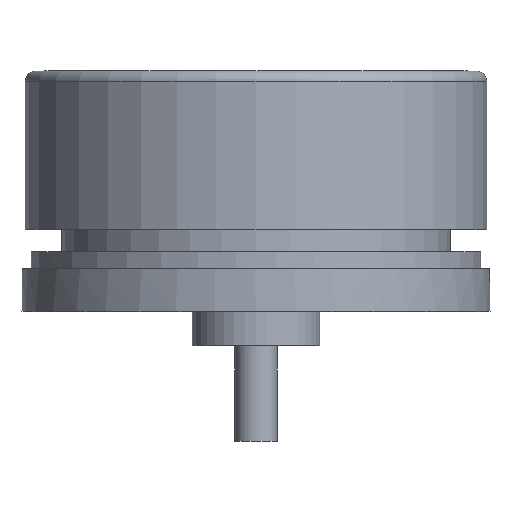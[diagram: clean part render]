
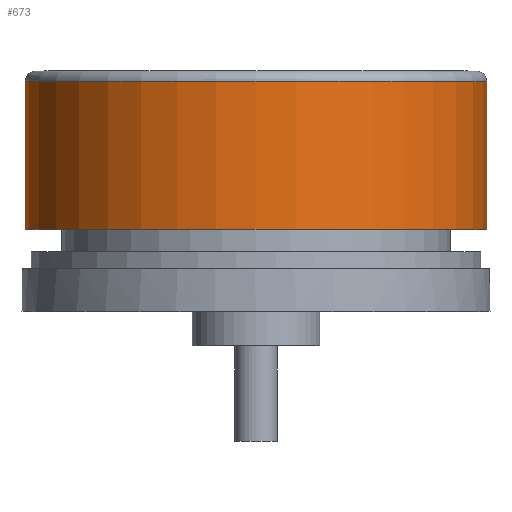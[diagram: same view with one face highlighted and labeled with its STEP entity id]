
A CAD part, top view. The second image highlights one B-rep face of the part: STEP entity #673.
In plain terms, the highlighted cylindrical face has radius 21.7 mm (diameter 43.4 mm), a full revolution.
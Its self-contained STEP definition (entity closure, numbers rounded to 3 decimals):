
#27=CYLINDRICAL_SURFACE('',#754,21.7);
#108=LINE('',#1140,#160);
#160=VECTOR('',#930,21.7);
#189=FACE_OUTER_BOUND('',#226,.T.);
#226=EDGE_LOOP('',(#557,#558,#559,#560,#561,#562));
#267=CIRCLE('',#751,21.7);
#268=CIRCLE('',#752,21.7);
#270=CIRCLE('',#755,21.7);
#271=CIRCLE('',#756,21.7);
#337=VERTEX_POINT('',#1132);
#338=VERTEX_POINT('',#1134);
#339=VERTEX_POINT('',#1139);
#340=VERTEX_POINT('',#1141);
#420=EDGE_CURVE('',#337,#338,#267,.T.);
#421=EDGE_CURVE('',#338,#337,#268,.T.);
#423=EDGE_CURVE('',#337,#339,#108,.T.);
#424=EDGE_CURVE('',#339,#340,#270,.T.);
#425=EDGE_CURVE('',#340,#339,#271,.T.);
#557=ORIENTED_EDGE('',*,*,#421,.F.);
#558=ORIENTED_EDGE('',*,*,#420,.F.);
#559=ORIENTED_EDGE('',*,*,#423,.T.);
#560=ORIENTED_EDGE('',*,*,#424,.T.);
#561=ORIENTED_EDGE('',*,*,#425,.T.);
#562=ORIENTED_EDGE('',*,*,#423,.F.);
#673=ADVANCED_FACE('',(#189),#27,.T.);
#751=AXIS2_PLACEMENT_3D('',#1135,#922,#923);
#752=AXIS2_PLACEMENT_3D('',#1136,#924,#925);
#754=AXIS2_PLACEMENT_3D('',#1138,#928,#929);
#755=AXIS2_PLACEMENT_3D('',#1142,#931,#932);
#756=AXIS2_PLACEMENT_3D('',#1143,#933,#934);
#922=DIRECTION('center_axis',(0.,1.,0.));
#923=DIRECTION('ref_axis',(0.,0.,-1.));
#924=DIRECTION('center_axis',(0.,1.,0.));
#925=DIRECTION('ref_axis',(0.,0.,-1.));
#928=DIRECTION('center_axis',(0.,1.,0.));
#929=DIRECTION('ref_axis',(0.,0.,1.));
#930=DIRECTION('',(0.,-1.,0.));
#931=DIRECTION('center_axis',(0.,1.,0.));
#932=DIRECTION('ref_axis',(1.,0.,0.));
#933=DIRECTION('center_axis',(0.,1.,0.));
#934=DIRECTION('ref_axis',(1.,0.,0.));
#1132=CARTESIAN_POINT('',(0.,21.6,-21.7));
#1134=CARTESIAN_POINT('',(0.,21.6,21.7));
#1135=CARTESIAN_POINT('Origin',(0.,21.6,0.));
#1136=CARTESIAN_POINT('Origin',(0.,21.6,0.));
#1138=CARTESIAN_POINT('Origin',(0.,15.15,0.));
#1139=CARTESIAN_POINT('',(0.,7.7,-21.7));
#1140=CARTESIAN_POINT('',(0.,15.15,-21.7));
#1141=CARTESIAN_POINT('',(0.,7.7,21.7));
#1142=CARTESIAN_POINT('Origin',(0.,7.7,0.));
#1143=CARTESIAN_POINT('Origin',(0.,7.7,0.));
